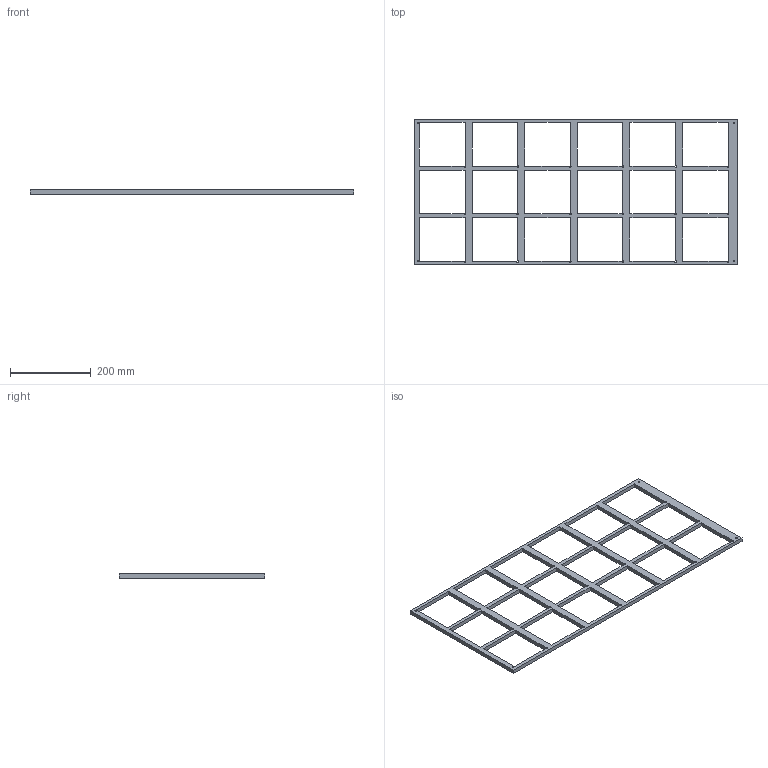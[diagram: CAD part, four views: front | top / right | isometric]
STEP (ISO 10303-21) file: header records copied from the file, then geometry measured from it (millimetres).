
FILE_DESCRIPTION(/* description */ (''),/* implementation_level */ '2;1');
FILE_NAME(/* name */ 'DJ-10 Die Cut Box Template v1 v0.step',/* time_stamp */ '2023-12-19T11:51:40-07:00',/* author */ (''),/* organization */ (''),/* preprocessor_version */ 'ST-DEVELOPER v20',/* originating_system */ 'Autodesk Translation Framework v12.14.0.127',/* authorisation */ '');
FILE_SCHEMA (('AUTOMOTIVE_DESIGN { 1 0 10303 214 3 1 1 }'));
Length unit declared in the file: millimetre
Products named in the file (1): DJ-10 Die Cut Box Template v1
Bounding box: 800 x 360 x 10 mm (x, y, z)
Volume: 680674 mm3; surface area: 240387.9 mm2
Topology: 1 solids, 1 shells, 100 faces, 294 edges, 196 vertices
Faces by surface type: plane 78, cylinder 22
Full cylindrical faces by diameter (mm): 3.9 x4
Entity records: 3423 total; most frequent: CARTESIAN_POINT 591, ORIENTED_EDGE 588, DIRECTION 540, EDGE_CURVE 294, LINE 250, VECTOR 250, VERTEX_POINT 196, AXIS2_PLACEMENT_3D 145
